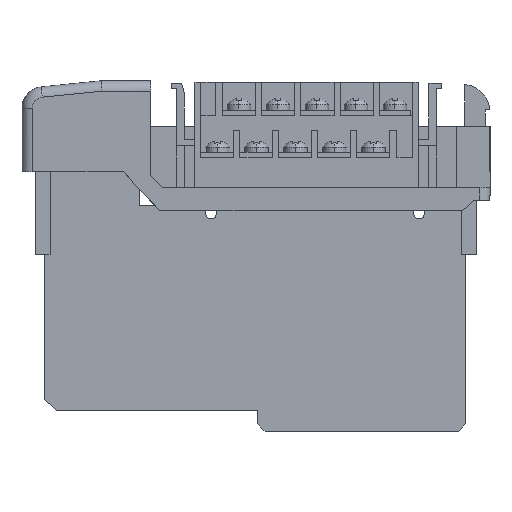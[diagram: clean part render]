
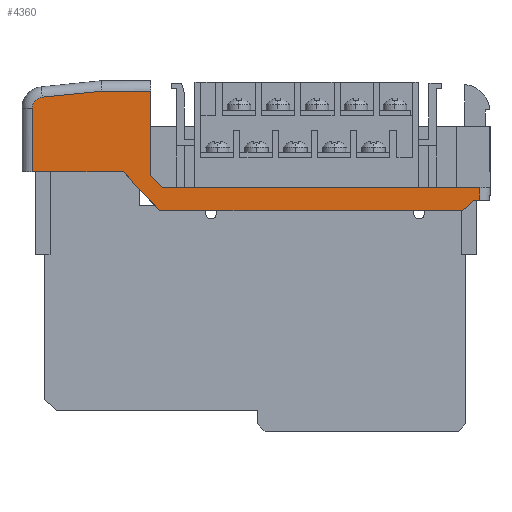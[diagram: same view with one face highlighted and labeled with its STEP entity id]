
A CAD part, left-side view. The second image highlights one B-rep face of the part: STEP entity #4360.
In plain terms, the highlighted planar face has unit normal (-1, 0, 0).
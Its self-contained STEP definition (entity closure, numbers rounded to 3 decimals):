
#4040 = VERTEX_POINT ( 'NONE', #16116 ) ;
#4100 = EDGE_CURVE ( 'NONE', #4040, #4101, #16272, .T. ) ;
#4101 = VERTEX_POINT ( 'NONE', #16268 ) ;
#4248 = EDGE_CURVE ( 'NONE', #4249, #4267, #16583, .T. ) ;
#4249 = VERTEX_POINT ( 'NONE', #16579 ) ;
#4259 = EDGE_CURVE ( 'NONE', #4318, #4249, #16606, .T. ) ;
#4264 = VERTEX_POINT ( 'NONE', #16648 ) ;
#4266 = EDGE_CURVE ( 'NONE', #4267, #4264, #16647, .T. ) ;
#4267 = VERTEX_POINT ( 'NONE', #16643 ) ;
#4306 = EDGE_CURVE ( 'NONE', #4307, #4318, #16785, .T. ) ;
#4307 = VERTEX_POINT ( 'NONE', #16781 ) ;
#4318 = VERTEX_POINT ( 'NONE', #16765 ) ;
#4328 = EDGE_CURVE ( 'NONE', #4351, #4369, #16837, .T. ) ;
#4329 = ORIENTED_EDGE ( 'NONE', *, *, #4368, .T. ) ;
#4330 = ORIENTED_EDGE ( 'NONE', *, *, #4306, .T. ) ;
#4331 = ORIENTED_EDGE ( 'NONE', *, *, #4259, .T. ) ;
#4332 = ORIENTED_EDGE ( 'NONE', *, *, #4248, .T. ) ;
#4333 = ORIENTED_EDGE ( 'NONE', *, *, #4266, .T. ) ;
#4339 = VERTEX_POINT ( 'NONE', #16870 ) ;
#4340 = ORIENTED_EDGE ( 'NONE', *, *, #4341, .F. ) ;
#4341 = EDGE_CURVE ( 'NONE', #4342, #4339, #16869, .T. ) ;
#4342 = VERTEX_POINT ( 'NONE', #16865 ) ;
#4343 = ORIENTED_EDGE ( 'NONE', *, *, #4344, .F. ) ;
#4344 = EDGE_CURVE ( 'NONE', #4040, #4342, #16864, .T. ) ;
#4345 = ORIENTED_EDGE ( 'NONE', *, *, #4100, .T. ) ;
#4346 = ORIENTED_EDGE ( 'NONE', *, *, #4347, .T. ) ;
#4347 = EDGE_CURVE ( 'NONE', #4101, #4348, #16860, .T. ) ;
#4348 = VERTEX_POINT ( 'NONE', #16856 ) ;
#4349 = ORIENTED_EDGE ( 'NONE', *, *, #4350, .T. ) ;
#4350 = EDGE_CURVE ( 'NONE', #4348, #4351, #16855, .T. ) ;
#4351 = VERTEX_POINT ( 'NONE', #16850 ) ;
#4360 = ADVANCED_FACE ( 'NONE', ( #16898 ), #16876, .F. ) ;
#4361 = EDGE_LOOP ( 'NONE', ( #4362, #4365, #4340, #4343, #4345, #4346, #4349, #4411, #4329, #4330, #4331, #4332, #4333 ) ) ;
#4362 = ORIENTED_EDGE ( 'NONE', *, *, #4363, .T. ) ;
#4363 = EDGE_CURVE ( 'NONE', #4264, #4364, #16932, .T. ) ;
#4364 = VERTEX_POINT ( 'NONE', #16928 ) ;
#4365 = ORIENTED_EDGE ( 'NONE', *, *, #4366, .F. ) ;
#4366 = EDGE_CURVE ( 'NONE', #4339, #4364, #16927, .T. ) ;
#4368 = EDGE_CURVE ( 'NONE', #4369, #4307, #16923, .T. ) ;
#4369 = VERTEX_POINT ( 'NONE', #16919 ) ;
#4411 = ORIENTED_EDGE ( 'NONE', *, *, #4328, .T. ) ;
#16116 = CARTESIAN_POINT ( 'NONE',  ( 0.5, 24.723, 3.114 ) ) ;
#16268 = CARTESIAN_POINT ( 'NONE',  ( 0.5, 34.17, 3.114 ) ) ;
#16269 = DIRECTION ( 'NONE',  ( 0., 1., 0. ) ) ;
#16270 = VECTOR ( 'NONE', #16269, 1000. ) ;
#16271 = CARTESIAN_POINT ( 'NONE',  ( 0.5, 34.27, 3.114 ) ) ;
#16272 = LINE ( 'NONE', #16271, #16270 ) ;
#16579 = CARTESIAN_POINT ( 'NONE',  ( 0.5, -35.258, -19.886 ) ) ;
#16580 = DIRECTION ( 'NONE',  ( 0., -0.731, 0.682 ) ) ;
#16581 = VECTOR ( 'NONE', #16580, 1000. ) ;
#16582 = CARTESIAN_POINT ( 'NONE',  ( 0.5, -35.258, -19.886 ) ) ;
#16583 = LINE ( 'NONE', #16582, #16581 ) ;
#16603 = DIRECTION ( 'NONE',  ( 0., -1., 0. ) ) ;
#16604 = VECTOR ( 'NONE', #16603, 1000. ) ;
#16605 = CARTESIAN_POINT ( 'NONE',  ( 0.5, 22.973, -19.886 ) ) ;
#16606 = LINE ( 'NONE', #16605, #16604 ) ;
#16643 = CARTESIAN_POINT ( 'NONE',  ( 0.5, -37.408, -17.879 ) ) ;
#16644 = DIRECTION ( 'NONE',  ( 0., -1., 0. ) ) ;
#16645 = VECTOR ( 'NONE', #16644, 1000. ) ;
#16646 = CARTESIAN_POINT ( 'NONE',  ( 0.5, -37.408, -17.879 ) ) ;
#16647 = LINE ( 'NONE', #16646, #16645 ) ;
#16648 = CARTESIAN_POINT ( 'NONE',  ( 0.5, -38.527, -17.879 ) ) ;
#16765 = CARTESIAN_POINT ( 'NONE',  ( 0.5, 22.973, -19.886 ) ) ;
#16781 = CARTESIAN_POINT ( 'NONE',  ( 0.5, 29.973, -12.386 ) ) ;
#16782 = DIRECTION ( 'NONE',  ( 0., -0.682, -0.731 ) ) ;
#16783 = VECTOR ( 'NONE', #16782, 1000. ) ;
#16784 = CARTESIAN_POINT ( 'NONE',  ( 0.5, 22.973, -19.886 ) ) ;
#16785 = LINE ( 'NONE', #16784, #16783 ) ;
#16834 = DIRECTION ( 'NONE',  ( 0., 0., -1. ) ) ;
#16835 = VECTOR ( 'NONE', #16834, 1000. ) ;
#16836 = CARTESIAN_POINT ( 'NONE',  ( 0.5, 47.473, -12.386 ) ) ;
#16837 = LINE ( 'NONE', #16836, #16835 ) ;
#16850 = CARTESIAN_POINT ( 'NONE',  ( 0.5, 47.473, -0.213 ) ) ;
#16851 = DIRECTION ( 'NONE',  ( 0., 0., -1. ) ) ;
#16852 = DIRECTION ( 'NONE',  ( -1., 0., 0. ) ) ;
#16853 = CARTESIAN_POINT ( 'NONE',  ( 0.5, 45.358, -0.133 ) ) ;
#16854 = AXIS2_PLACEMENT_3D ( 'NONE', #16853, #16852, #16851 ) ;
#16855 = CIRCLE ( 'NONE', #16854, 2.116 ) ;
#16856 = CARTESIAN_POINT ( 'NONE',  ( 0.5, 45.569, 1.973 ) ) ;
#16857 = DIRECTION ( 'NONE',  ( 0., 0.995, -0.1 ) ) ;
#16858 = VECTOR ( 'NONE', #16857, 1000. ) ;
#16859 = CARTESIAN_POINT ( 'NONE',  ( 0.5, 45.569, 1.973 ) ) ;
#16860 = LINE ( 'NONE', #16859, #16858 ) ;
#16861 = DIRECTION ( 'NONE',  ( 0., 0., -1. ) ) ;
#16862 = VECTOR ( 'NONE', #16861, 1000. ) ;
#16863 = CARTESIAN_POINT ( 'NONE',  ( 0.5, 24.723, 4.364 ) ) ;
#16864 = LINE ( 'NONE', #16863, #16862 ) ;
#16865 = CARTESIAN_POINT ( 'NONE',  ( 0.5, 24.723, -13.054 ) ) ;
#16866 = DIRECTION ( 'NONE',  ( 0., -0.685, -0.729 ) ) ;
#16867 = VECTOR ( 'NONE', #16866, 1000. ) ;
#16868 = CARTESIAN_POINT ( 'NONE',  ( 0.5, 22.532, -15.386 ) ) ;
#16869 = LINE ( 'NONE', #16868, #16867 ) ;
#16870 = CARTESIAN_POINT ( 'NONE',  ( 0.5, 22.532, -15.386 ) ) ;
#16875 = AXIS2_PLACEMENT_3D ( 'NONE', #16935, #16934, #16933 ) ;
#16876 = PLANE ( 'NONE',  #16875 ) ;
#16898 = FACE_OUTER_BOUND ( 'NONE', #4361, .T. ) ;
#16919 = CARTESIAN_POINT ( 'NONE',  ( 0.5, 47.473, -12.386 ) ) ;
#16920 = DIRECTION ( 'NONE',  ( 0., -1., 0. ) ) ;
#16921 = VECTOR ( 'NONE', #16920, 1000. ) ;
#16922 = CARTESIAN_POINT ( 'NONE',  ( 0.5, 29.973, -12.386 ) ) ;
#16923 = LINE ( 'NONE', #16922, #16921 ) ;
#16924 = DIRECTION ( 'NONE',  ( 0., -1., 0. ) ) ;
#16925 = VECTOR ( 'NONE', #16924, 1000. ) ;
#16926 = CARTESIAN_POINT ( 'NONE',  ( 0.5, 22.532, -15.386 ) ) ;
#16927 = LINE ( 'NONE', #16926, #16925 ) ;
#16928 = CARTESIAN_POINT ( 'NONE',  ( 0.5, -38.527, -15.386 ) ) ;
#16929 = DIRECTION ( 'NONE',  ( 0., 0., 1. ) ) ;
#16930 = VECTOR ( 'NONE', #16929, 1000. ) ;
#16931 = CARTESIAN_POINT ( 'NONE',  ( 0.5, -38.527, -0.463 ) ) ;
#16932 = LINE ( 'NONE', #16931, #16930 ) ;
#16933 = DIRECTION ( 'NONE',  ( 0., 0., -1. ) ) ;
#16934 = DIRECTION ( 'NONE',  ( 1., 0., 0. ) ) ;
#16935 = CARTESIAN_POINT ( 'NONE',  ( 0.5, -35.258, -0.876 ) ) ;
